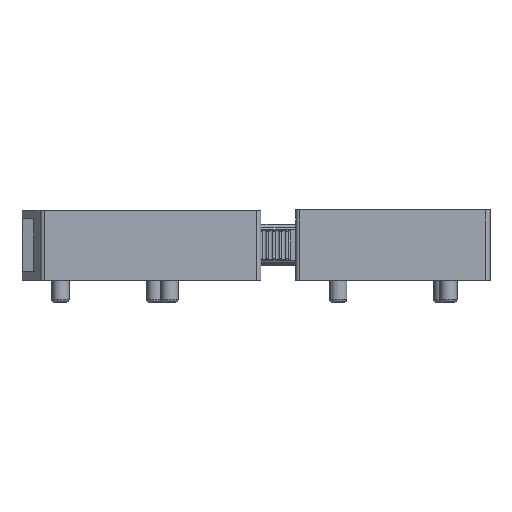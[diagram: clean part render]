
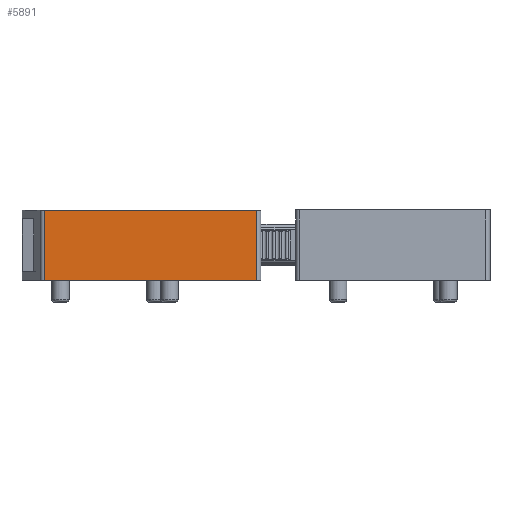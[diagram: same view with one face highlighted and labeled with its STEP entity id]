
A CAD part, front view. The second image highlights one B-rep face of the part: STEP entity #5891.
In plain terms, the highlighted planar face has unit normal (0, -1, 0).
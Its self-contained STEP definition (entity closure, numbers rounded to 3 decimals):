
#1916=DIRECTION('',(1.,0.,0.));
#1917=VECTOR('',#1916,24.441);
#1918=CARTESIAN_POINT('',(-24.941,-28.4,-4.05));
#1919=LINE('',#1918,#1917);
#2215=DIRECTION('',(0.,0.,1.));
#2216=VECTOR('',#2215,8.1);
#2217=CARTESIAN_POINT('',(-24.941,-28.4,-4.05));
#2218=LINE('',#2217,#2216);
#2219=DIRECTION('',(1.,0.,0.));
#2220=VECTOR('',#2219,24.441);
#2221=CARTESIAN_POINT('',(-24.941,-28.4,4.05));
#2222=LINE('',#2221,#2220);
#2223=DIRECTION('',(0.,0.,-1.));
#2224=VECTOR('',#2223,8.1);
#2225=CARTESIAN_POINT('',(-0.5,-28.4,4.05));
#2226=LINE('',#2225,#2224);
#2359=CARTESIAN_POINT('',(-24.941,-28.4,-4.05));
#2361=VERTEX_POINT('',#2359);
#2364=CARTESIAN_POINT('',(-0.5,-28.4,-4.05));
#2366=VERTEX_POINT('',#2364);
#2367=CARTESIAN_POINT('',(-0.5,-28.4,4.05));
#2368=VERTEX_POINT('',#2367);
#2442=CARTESIAN_POINT('',(-24.941,-28.4,4.05));
#2444=VERTEX_POINT('',#2442);
#5879=CARTESIAN_POINT('',(-25.36,-28.4,4.05));
#5880=DIRECTION('',(0.,-1.,0.));
#5881=DIRECTION('',(1.,0.,0.));
#5882=AXIS2_PLACEMENT_3D('',#5879,#5880,#5881);
#5883=PLANE('',#5882);
#5884=ORIENTED_EDGE('',*,*,#5873,.T.);
#5885=ORIENTED_EDGE('',*,*,#5104,.T.);
#5887=ORIENTED_EDGE('',*,*,#5886,.T.);
#5888=ORIENTED_EDGE('',*,*,#5315,.F.);
#5889=EDGE_LOOP('',(#5884,#5885,#5887,#5888));
#5890=FACE_OUTER_BOUND('',#5889,.F.);
#5891=ADVANCED_FACE('',(#5890),#5883,.T.);
#5104=EDGE_CURVE('',#2444,#2368,#2222,.T.);
#5315=EDGE_CURVE('',#2361,#2366,#1919,.T.);
#5873=EDGE_CURVE('',#2361,#2444,#2218,.T.);
#5886=EDGE_CURVE('',#2368,#2366,#2226,.T.);
